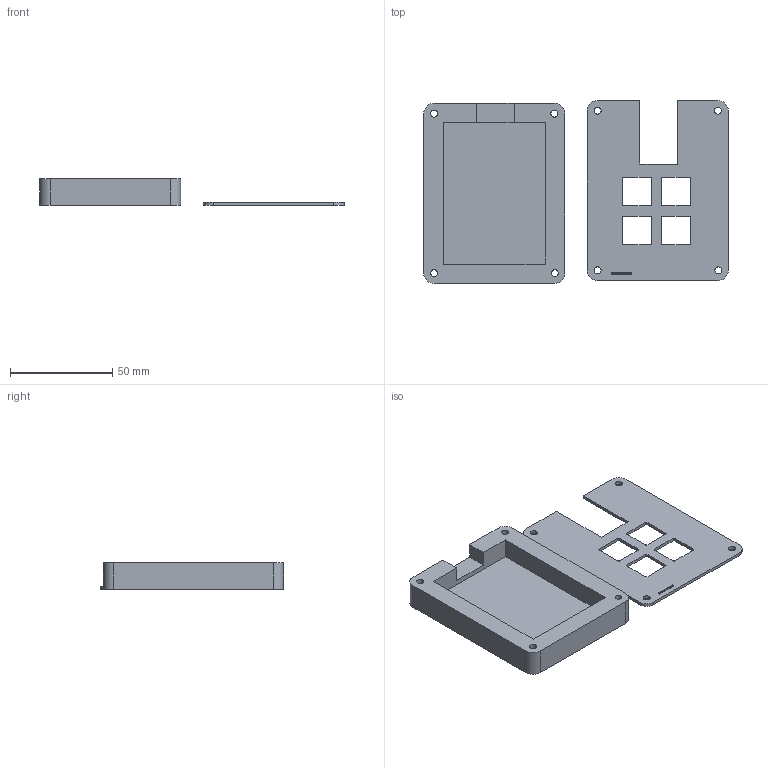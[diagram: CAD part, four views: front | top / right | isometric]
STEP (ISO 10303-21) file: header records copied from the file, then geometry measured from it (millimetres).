
FILE_DESCRIPTION(/* description */ (''),/* implementation_level */ '2;1');
FILE_NAME(/* name */ 'Maya''s Hackpad CAD.step',/* time_stamp */ '2025-12-28T18:05:42-03:00',/* author */ (''),/* organization */ (''),/* preprocessor_version */ 'ST-DEVELOPER v20.1',/* originating_system */ 'Autodesk Translation Framework v14.21.0.0',/* authorisation */ '');
FILE_SCHEMA (('AUTOMOTIVE_DESIGN { 1 0 10303 214 3 1 1 }'));
Length unit declared in the file: millimetre
Products named in the file (2): 2025-12-28-16-36-19-204; 2025-12-28-17-19-13-712
Assembly tree (1 placements, depth 2):
  2025-12-28-16-36-19-204
    2025-12-28-17-19-13-712
Bounding box: 148.55 x 89.32 x 13 mm (x, y, z)
Volume: 48903.7 mm3; surface area: 29030.7 mm2
Topology: 2 solids, 2 shells, 430 faces, 1206 edges, 804 vertices
Faces by surface type: bspline 252, plane 142, cylinder 36
Full cylindrical faces by diameter (mm): 3.4 x8, 6 x4
Entity records: 16251 total; most frequent: CARTESIAN_POINT 6727, ORIENTED_EDGE 2412, EDGE_CURVE 1206, DIRECTION 1136, VERTEX_POINT 804, LINE 630, VECTOR 630, B_SPLINE_CURVE_WITH_KNOTS 504
